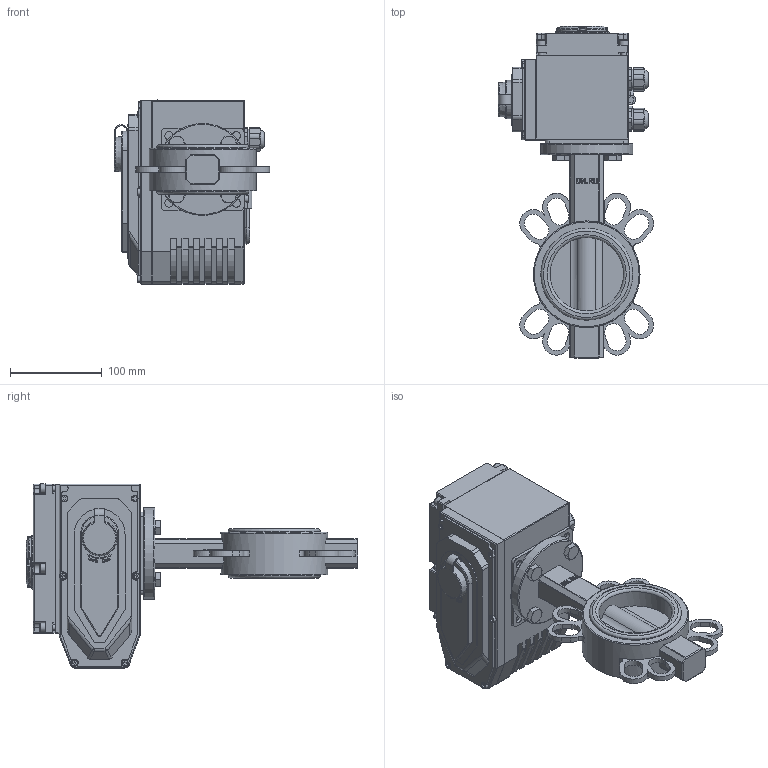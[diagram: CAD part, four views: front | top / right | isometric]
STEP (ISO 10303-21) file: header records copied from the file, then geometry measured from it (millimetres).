
FILE_DESCRIPTION(/* description */ (''),/* implementation_level */ '2;1');
FILE_NAME(/* name */ 'DN80_3D_STEP.stp',/* time_stamp */ '2025-06-18T16:33:31+03:00',/* author */ ('igorr'),/* organization */ (''),/* preprocessor_version */ 'ST-DEVELOPER v20',/* originating_system */ 'Autodesk Inventor 2025',/* authorisation */ '');
FILE_SCHEMA (('AUTOMOTIVE_DESIGN { 1 0 10303 214 3 1 1 }'));
Length unit declared in the file: millimetre
Products named in the file (8): Сборка1; Деталь1; AS 1110 - M10 x 16; Сборка; Деталь; AS 1420 - 1973 - M6 x 50; AS 1420 - 1973 - M4 x 8; AS 1420 - 1973 - M3 x 6
Assembly tree (25 placements, depth 3):
  Сборка1
    Деталь1
    AS 1110 - M10 x 16  x4
    Сборка
      Деталь
      AS 1420 - 1973 - M4 x 8  x8
      AS 1420 - 1973 - M6 x 50  x6
      AS 1420 - 1973 - M3 x 6  x4
Bounding box: 168.75 x 361 x 200.14 mm (x, y, z)
Volume: 3153342.4 mm3; surface area: 300633.9 mm2
Topology: 25 solids, 26 shells, 1509 faces, 3860 edges, 2516 vertices
Faces by surface type: plane 826, cylinder 327, bspline 190, cone 73, torus 68, sphere 25
Full cylindrical faces by diameter (mm): 3 x4, 4 x8, 5.5 x4, 6 x6, 7 x12, 9 x8, 10 x10, 11 x4, 11.339 x2, 16 x4, 22.654 x2, 30 x1, 32 x1, 40 x2, 53.672 x1, 58.667 x1, 80 x2, 100 x3, 116 x1
Entity records: 40742 total; most frequent: CARTESIAN_POINT 10337, ORIENTED_EDGE 6332, DIRECTION 5437, EDGE_CURVE 3166, VERTEX_POINT 2066, LINE 1983, VECTOR 1983, AXIS2_PLACEMENT_3D 1727
